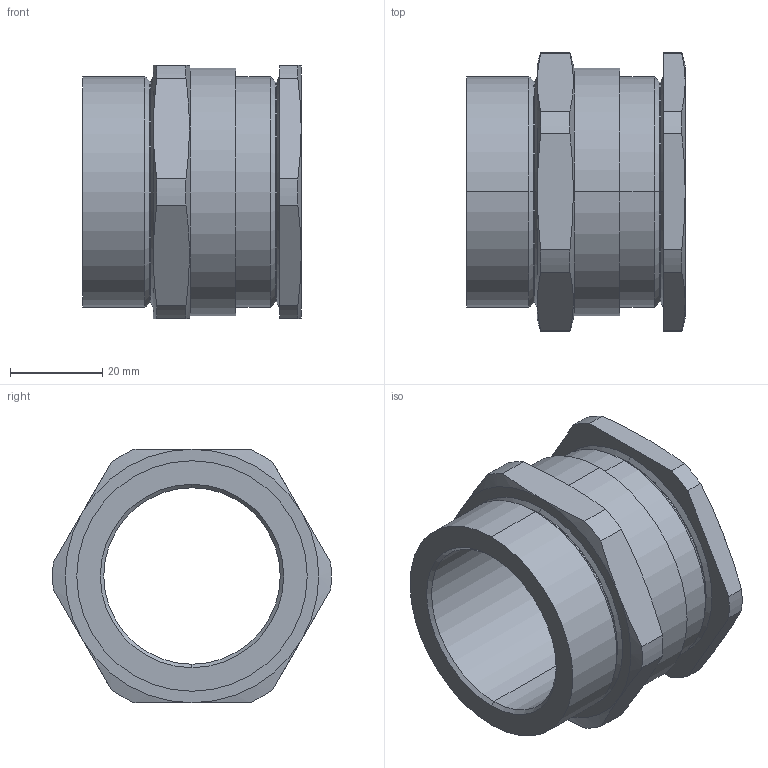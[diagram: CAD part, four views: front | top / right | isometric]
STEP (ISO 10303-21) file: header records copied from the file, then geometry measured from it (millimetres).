
FILE_DESCRIPTION (( 'STEP AP203' ), '1' );
FILE_NAME ('50SA2F1RA.STEP', '2021-03-11T14:27:49', ( '' ), ( '' ), 'SwSTEP 2.0', 'SolidWorks 2017', '' );
FILE_SCHEMA (( 'CONFIG_CONTROL_DESIGN' ));
Length unit declared in the file: millimetre
Products named in the file (1): 50SA2F1RA
Bounding box: 47.4 x 60.47 x 55 mm (x, y, z)
Volume: 44256.5 mm3; surface area: 19921.9 mm2
Topology: 2 solids, 2 shells, 72 faces, 166 edges, 100 vertices
Faces by surface type: cone 26, cylinder 26, plane 18, torus 2
Entity records: 2221 total; most frequent: CARTESIAN_POINT 511, DIRECTION 356, ORIENTED_EDGE 332, EDGE_CURVE 166, AXIS2_PLACEMENT_3D 149, VERTEX_POINT 100, EDGE_LOOP 78, CIRCLE 76
